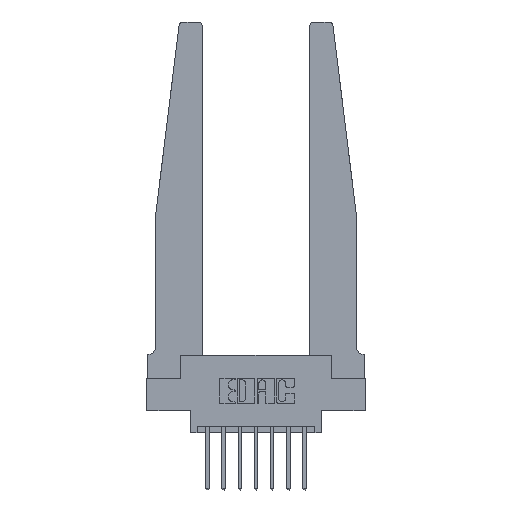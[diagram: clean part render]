
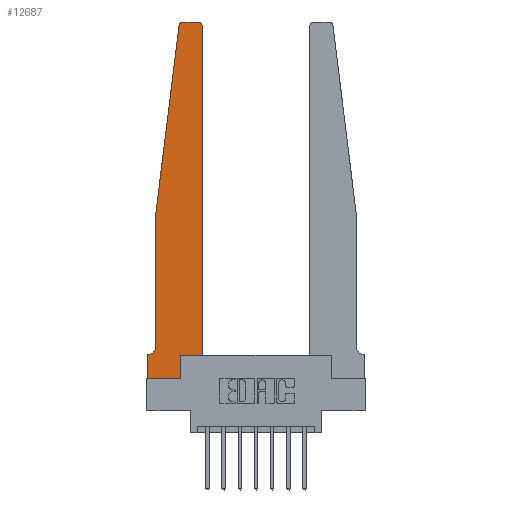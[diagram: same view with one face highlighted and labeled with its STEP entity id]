
A CAD part, top view. The second image highlights one B-rep face of the part: STEP entity #12687.
In plain terms, the highlighted planar face has unit normal (0, 0, 1).
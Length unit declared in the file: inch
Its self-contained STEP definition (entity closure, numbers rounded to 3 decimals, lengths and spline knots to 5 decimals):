
#235 = CARTESIAN_POINT ( 'NONE',  ( 0.25, 2.75, 0.37 ) ) ;
#371 = ORIENTED_EDGE ( 'NONE', *, *, #1252, .T. ) ;
#789 = CARTESIAN_POINT ( 'NONE',  ( 0.395, 2.75, 0.37 ) ) ;
#905 = FACE_OUTER_BOUND ( 'NONE', #11935, .T. ) ;
#1011 = DIRECTION ( 'NONE',  ( 1., 0., 0. ) ) ;
#1150 = CARTESIAN_POINT ( 'NONE',  ( 0.425, 2.72, 0.37 ) ) ;
#1252 = EDGE_CURVE ( 'NONE', #14027, #6470, #13948, .T. ) ;
#1522 = AXIS2_PLACEMENT_3D ( 'NONE', #8915, #4381, #4449 ) ;
#1611 = CARTESIAN_POINT ( 'NONE',  ( 0.2605, 0.18, 0.37 ) ) ;
#1645 = CARTESIAN_POINT ( 'NONE',  ( 0.065, 1.25, 0.37 ) ) ;
#1803 = AXIS2_PLACEMENT_3D ( 'NONE', #11335, #8919, #13404 ) ;
#1928 = VECTOR ( 'NONE', #7181, 39.37008 ) ;
#2186 = CARTESIAN_POINT ( 'NONE',  ( 0.065, 1.25, 0.37 ) ) ;
#2259 = CIRCLE ( 'NONE', #1803, 0.03 ) ;
#2530 = CARTESIAN_POINT ( 'NONE',  ( 0.425, 0.18, 0.37 ) ) ;
#2559 = EDGE_CURVE ( 'NONE', #11541, #11450, #8625, .T. ) ;
#2560 = VERTEX_POINT ( 'NONE', #2186 ) ;
#2647 = VERTEX_POINT ( 'NONE', #14402 ) ;
#2750 = ORIENTED_EDGE ( 'NONE', *, *, #9845, .T. ) ;
#2815 = DIRECTION ( 'NONE',  ( 1., 0., 0. ) ) ;
#2833 = CARTESIAN_POINT ( 'NONE',  ( 0., 0.1875, 0.37 ) ) ;
#2888 = ORIENTED_EDGE ( 'NONE', *, *, #9300, .T. ) ;
#3074 = CARTESIAN_POINT ( 'NONE',  ( 0.2605, 0., 0.37 ) ) ;
#3148 = ORIENTED_EDGE ( 'NONE', *, *, #7382, .T. ) ;
#3187 = PLANE ( 'NONE',  #1522 ) ;
#3231 = CARTESIAN_POINT ( 'NONE',  ( 0.425, 0.18, 0.37 ) ) ;
#3250 = EDGE_CURVE ( 'NONE', #2647, #2560, #3865, .T. ) ;
#3378 = CARTESIAN_POINT ( 'NONE',  ( 0., 0., 0.37 ) ) ;
#3465 = LINE ( 'NONE', #1611, #12637 ) ;
#3672 = VERTEX_POINT ( 'NONE', #3231 ) ;
#3818 = DIRECTION ( 'NONE',  ( 0., 1., 0. ) ) ;
#3865 = LINE ( 'NONE', #1645, #14049 ) ;
#4065 = LINE ( 'NONE', #8818, #14206 ) ;
#4144 = ORIENTED_EDGE ( 'NONE', *, *, #12245, .T. ) ;
#4190 = ORIENTED_EDGE ( 'NONE', *, *, #4871, .T. ) ;
#4373 = ORIENTED_EDGE ( 'NONE', *, *, #12336, .T. ) ;
#4380 = CARTESIAN_POINT ( 'NONE',  ( 0., 0., 0.37 ) ) ;
#4381 = DIRECTION ( 'NONE',  ( 0., 0., 1. ) ) ;
#4449 = DIRECTION ( 'NONE',  ( 1., 0., 0. ) ) ;
#4789 = LINE ( 'NONE', #6134, #8823 ) ;
#4804 = VECTOR ( 'NONE', #9212, 39.37008 ) ;
#4871 = EDGE_CURVE ( 'NONE', #11450, #4909, #13849, .T. ) ;
#4909 = VERTEX_POINT ( 'NONE', #5813 ) ;
#5051 = VERTEX_POINT ( 'NONE', #8463 ) ;
#5127 = LINE ( 'NONE', #13175, #7215 ) ;
#5130 = VERTEX_POINT ( 'NONE', #5767 ) ;
#5268 = EDGE_CURVE ( 'NONE', #2560, #8255, #4789, .T. ) ;
#5299 = CIRCLE ( 'NONE', #7456, 0.05 ) ;
#5767 = CARTESIAN_POINT ( 'NONE',  ( 0.2605, 0.18, 0.37 ) ) ;
#5813 = CARTESIAN_POINT ( 'NONE',  ( 0.27653, 2.75, 0.37 ) ) ;
#6035 = DIRECTION ( 'NONE',  ( -0.122, -0.992, 0. ) ) ;
#6134 = CARTESIAN_POINT ( 'NONE',  ( 0.065, 1.25, 0.37 ) ) ;
#6390 = DIRECTION ( 'NONE',  ( 0., 0., -1. ) ) ;
#6470 = VERTEX_POINT ( 'NONE', #3378 ) ;
#6843 = LINE ( 'NONE', #4380, #9316 ) ;
#7029 = ORIENTED_EDGE ( 'NONE', *, *, #3250, .T. ) ;
#7181 = DIRECTION ( 'NONE',  ( 0., -1., 0. ) ) ;
#7215 = VECTOR ( 'NONE', #9668, 39.37008 ) ;
#7382 = EDGE_CURVE ( 'NONE', #6470, #9693, #6843, .T. ) ;
#7456 = AXIS2_PLACEMENT_3D ( 'NONE', #14140, #6390, #12963 ) ;
#7780 = DIRECTION ( 'NONE',  ( 0., 0., 1. ) ) ;
#7808 = DIRECTION ( 'NONE',  ( 1., 0., 0. ) ) ;
#7842 = CARTESIAN_POINT ( 'NONE',  ( 0.395, 2.72, 0.37 ) ) ;
#8255 = VERTEX_POINT ( 'NONE', #9391 ) ;
#8463 = CARTESIAN_POINT ( 'NONE',  ( 0.015, 0.1875, 0.37 ) ) ;
#8625 = CIRCLE ( 'NONE', #8861, 0.03 ) ;
#8818 = CARTESIAN_POINT ( 'NONE',  ( 0.425, 0.18, 0.37 ) ) ;
#8823 = VECTOR ( 'NONE', #10652, 39.37008 ) ;
#8861 = AXIS2_PLACEMENT_3D ( 'NONE', #7842, #7780, #1011 ) ;
#8915 = CARTESIAN_POINT ( 'NONE',  ( 0., 0.1875, 0.37 ) ) ;
#8919 = DIRECTION ( 'NONE',  ( 0., 0., 1. ) ) ;
#8938 = ORIENTED_EDGE ( 'NONE', *, *, #5268, .T. ) ;
#9212 = DIRECTION ( 'NONE',  ( -1., 0., 0. ) ) ;
#9221 = ORIENTED_EDGE ( 'NONE', *, *, #2559, .T. ) ;
#9300 = EDGE_CURVE ( 'NONE', #3672, #11541, #4065, .T. ) ;
#9316 = VECTOR ( 'NONE', #7808, 39.37008 ) ;
#9391 = CARTESIAN_POINT ( 'NONE',  ( 0.065, 0.2375, 0.37 ) ) ;
#9668 = DIRECTION ( 'NONE',  ( -1., 0., 0. ) ) ;
#9693 = VERTEX_POINT ( 'NONE', #3074 ) ;
#9845 = EDGE_CURVE ( 'NONE', #4909, #2647, #2259, .T. ) ;
#9866 = VECTOR ( 'NONE', #2815, 39.37008 ) ;
#9887 = DIRECTION ( 'NONE',  ( 0., 1., 0. ) ) ;
#10652 = DIRECTION ( 'NONE',  ( 0., -1., 0. ) ) ;
#11335 = CARTESIAN_POINT ( 'NONE',  ( 0.27653, 2.72, 0.37 ) ) ;
#11450 = VERTEX_POINT ( 'NONE', #789 ) ;
#11541 = VERTEX_POINT ( 'NONE', #1150 ) ;
#11919 = ORIENTED_EDGE ( 'NONE', *, *, #14389, .T. ) ;
#11935 = EDGE_LOOP ( 'NONE', ( #4190, #2750, #7029, #8938, #4144, #4373, #371, #3148, #14436, #11919, #2888, #9221 ) ) ;
#12245 = EDGE_CURVE ( 'NONE', #8255, #5051, #5299, .T. ) ;
#12336 = EDGE_CURVE ( 'NONE', #5051, #14027, #5127, .T. ) ;
#12637 = VECTOR ( 'NONE', #3818, 39.37008 ) ;
#12687 = ADVANCED_FACE ( 'NONE', ( #905 ), #3187, .T. ) ;
#12772 = CARTESIAN_POINT ( 'NONE',  ( 0., 0., 0.37 ) ) ;
#12963 = DIRECTION ( 'NONE',  ( -1., 0., 0. ) ) ;
#13175 = CARTESIAN_POINT ( 'NONE',  ( 0.065, 0.1875, 0.37 ) ) ;
#13404 = DIRECTION ( 'NONE',  ( 1., 0., 0. ) ) ;
#13458 = EDGE_CURVE ( 'NONE', #9693, #5130, #3465, .T. ) ;
#13849 = LINE ( 'NONE', #235, #4804 ) ;
#13858 = LINE ( 'NONE', #2530, #9866 ) ;
#13948 = LINE ( 'NONE', #12772, #1928 ) ;
#14027 = VERTEX_POINT ( 'NONE', #2833 ) ;
#14049 = VECTOR ( 'NONE', #6035, 39.37008 ) ;
#14140 = CARTESIAN_POINT ( 'NONE',  ( 0.015, 0.2375, 0.37 ) ) ;
#14206 = VECTOR ( 'NONE', #9887, 39.37008 ) ;
#14389 = EDGE_CURVE ( 'NONE', #5130, #3672, #13858, .T. ) ;
#14402 = CARTESIAN_POINT ( 'NONE',  ( 0.24675, 2.72367, 0.37 ) ) ;
#14436 = ORIENTED_EDGE ( 'NONE', *, *, #13458, .T. ) ;
